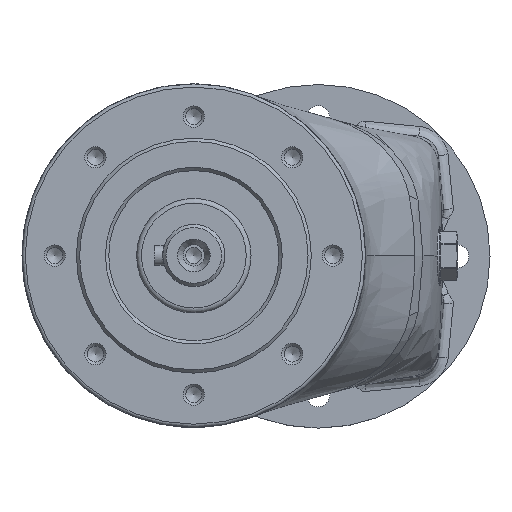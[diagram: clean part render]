
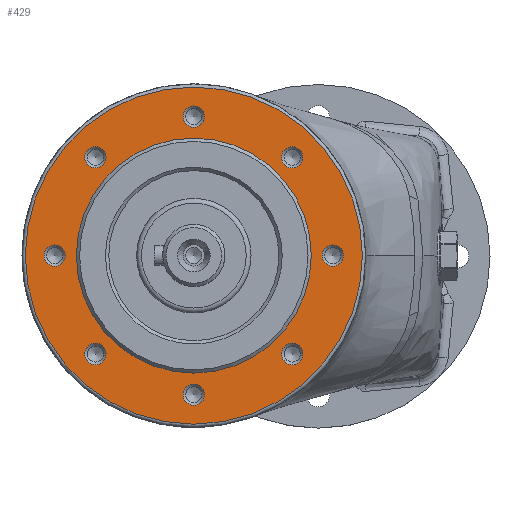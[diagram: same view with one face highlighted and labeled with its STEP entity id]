
A CAD part, top view. The second image highlights one B-rep face of the part: STEP entity #429.
In plain terms, the highlighted planar face has unit normal (0, 0, 1).
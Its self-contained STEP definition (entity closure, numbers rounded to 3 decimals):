
#429 = ADVANCED_FACE( '', ( #1101, #1102, #1103, #1104, #1105, #1106, #1107, #1108, #1109, #1110 ), #1111, .F. );
#1101 = FACE_OUTER_BOUND( '', #3717, .T. );
#1102 = FACE_BOUND( '', #3718, .T. );
#1103 = FACE_BOUND( '', #3719, .T. );
#1104 = FACE_BOUND( '', #3720, .T. );
#1105 = FACE_BOUND( '', #3721, .T. );
#1106 = FACE_BOUND( '', #3722, .T. );
#1107 = FACE_BOUND( '', #3723, .T. );
#1108 = FACE_BOUND( '', #3724, .T. );
#1109 = FACE_BOUND( '', #3725, .T. );
#1110 = FACE_BOUND( '', #3726, .T. );
#1111 = PLANE( '', #3727 );
#3717 = EDGE_LOOP( '', ( #8871 ) );
#3718 = EDGE_LOOP( '', ( #8872 ) );
#3719 = EDGE_LOOP( '', ( #8873 ) );
#3720 = EDGE_LOOP( '', ( #8874 ) );
#3721 = EDGE_LOOP( '', ( #8875 ) );
#3722 = EDGE_LOOP( '', ( #8876 ) );
#3723 = EDGE_LOOP( '', ( #8877 ) );
#3724 = EDGE_LOOP( '', ( #8878 ) );
#3725 = EDGE_LOOP( '', ( #8879 ) );
#3726 = EDGE_LOOP( '', ( #8880 ) );
#3727 = AXIS2_PLACEMENT_3D( '', #8881, #8882, #8883 );
#8871 = ORIENTED_EDGE( '', *, *, #10519, .T. );
#8872 = ORIENTED_EDGE( '', *, *, #10748, .T. );
#8873 = ORIENTED_EDGE( '', *, *, #10771, .T. );
#8874 = ORIENTED_EDGE( '', *, *, #10772, .T. );
#8875 = ORIENTED_EDGE( '', *, *, #10773, .T. );
#8876 = ORIENTED_EDGE( '', *, *, #10774, .T. );
#8877 = ORIENTED_EDGE( '', *, *, #10775, .T. );
#8878 = ORIENTED_EDGE( '', *, *, #10776, .T. );
#8879 = ORIENTED_EDGE( '', *, *, #10777, .T. );
#8880 = ORIENTED_EDGE( '', *, *, #10778, .T. );
#8881 = CARTESIAN_POINT( '', ( -80., 100., 0. ) );
#8882 = DIRECTION( '', ( 0., 0., -1. ) );
#8883 = DIRECTION( '', ( 0., 1., 0. ) );
#10519 = EDGE_CURVE( '', #11337, #11337, #11338, .T. );
#10748 = EDGE_CURVE( '', #11726, #11726, #11727, .T. );
#10771 = EDGE_CURVE( '', #11762, #11762, #11763, .T. );
#10772 = EDGE_CURVE( '', #11764, #11764, #11765, .T. );
#10773 = EDGE_CURVE( '', #11766, #11766, #11767, .T. );
#10774 = EDGE_CURVE( '', #11768, #11768, #11769, .T. );
#10775 = EDGE_CURVE( '', #11770, #11770, #11771, .T. );
#10776 = EDGE_CURVE( '', #11772, #11772, #11773, .T. );
#10777 = EDGE_CURVE( '', #11774, #11774, #11775, .T. );
#10778 = EDGE_CURVE( '', #11776, #11776, #11777, .T. );
#11337 = VERTEX_POINT( '', #12517 );
#11338 = CIRCLE( '', #12518, 51.5 );
#11726 = VERTEX_POINT( '', #13724 );
#11727 = CIRCLE( '', #13725, 35.9 );
#11762 = VERTEX_POINT( '', #13806 );
#11763 = CIRCLE( '', #13807, 3.259 );
#11764 = VERTEX_POINT( '', #13808 );
#11765 = CIRCLE( '', #13809, 3.259 );
#11766 = VERTEX_POINT( '', #13810 );
#11767 = CIRCLE( '', #13811, 3.259 );
#11768 = VERTEX_POINT( '', #13812 );
#11769 = CIRCLE( '', #13813, 3.259 );
#11770 = VERTEX_POINT( '', #13814 );
#11771 = CIRCLE( '', #13815, 3.259 );
#11772 = VERTEX_POINT( '', #13816 );
#11773 = CIRCLE( '', #13817, 3.259 );
#11774 = VERTEX_POINT( '', #13818 );
#11775 = CIRCLE( '', #13819, 3.259 );
#11776 = VERTEX_POINT( '', #13820 );
#11777 = CIRCLE( '', #13821, 3.259 );
#12517 = CARTESIAN_POINT( '', ( -51.5, 0., 0. ) );
#12518 = AXIS2_PLACEMENT_3D( '', #16080, #16081, #16082 );
#13724 = CARTESIAN_POINT( '', ( -35.9, 0., 0. ) );
#13725 = AXIS2_PLACEMENT_3D( '', #16300, #16301, #16302 );
#13806 = CARTESIAN_POINT( '', ( 39.242, 0., 0. ) );
#13807 = AXIS2_PLACEMENT_3D( '', #16326, #16327, #16328 );
#13808 = CARTESIAN_POINT( '', ( -45.759, 0., 0. ) );
#13809 = AXIS2_PLACEMENT_3D( '', #16329, #16330, #16331 );
#13810 = CARTESIAN_POINT( '', ( -3.259, 42.5, 0. ) );
#13811 = AXIS2_PLACEMENT_3D( '', #16332, #16333, #16334 );
#13812 = CARTESIAN_POINT( '', ( -3.259, -42.5, 0. ) );
#13813 = AXIS2_PLACEMENT_3D( '', #16335, #16336, #16337 );
#13814 = CARTESIAN_POINT( '', ( 26.794, -30.052, 0. ) );
#13815 = AXIS2_PLACEMENT_3D( '', #16338, #16339, #16340 );
#13816 = CARTESIAN_POINT( '', ( 26.794, 30.052, 0. ) );
#13817 = AXIS2_PLACEMENT_3D( '', #16341, #16342, #16343 );
#13818 = CARTESIAN_POINT( '', ( -33.311, 30.052, 0. ) );
#13819 = AXIS2_PLACEMENT_3D( '', #16344, #16345, #16346 );
#13820 = CARTESIAN_POINT( '', ( -33.311, -30.052, 0. ) );
#13821 = AXIS2_PLACEMENT_3D( '', #16347, #16348, #16349 );
#16080 = CARTESIAN_POINT( '', ( 0., 0., 0. ) );
#16081 = DIRECTION( '', ( 0., 0., 1. ) );
#16082 = DIRECTION( '', ( -1., 0., 0. ) );
#16300 = CARTESIAN_POINT( '', ( 0., 0., 0. ) );
#16301 = DIRECTION( '', ( 0., 0., -1. ) );
#16302 = DIRECTION( '', ( -1., 0., 0. ) );
#16326 = CARTESIAN_POINT( '', ( 42.5, 0., 0. ) );
#16327 = DIRECTION( '', ( 0., 0., -1. ) );
#16328 = DIRECTION( '', ( -1., 0., 0. ) );
#16329 = CARTESIAN_POINT( '', ( -42.5, 0., 0. ) );
#16330 = DIRECTION( '', ( 0., 0., -1. ) );
#16331 = DIRECTION( '', ( -1., 0., 0. ) );
#16332 = CARTESIAN_POINT( '', ( 0., 42.5, 0. ) );
#16333 = DIRECTION( '', ( 0., 0., -1. ) );
#16334 = DIRECTION( '', ( -1., 0., 0. ) );
#16335 = CARTESIAN_POINT( '', ( 0., -42.5, 0. ) );
#16336 = DIRECTION( '', ( 0., 0., -1. ) );
#16337 = DIRECTION( '', ( -1., 0., 0. ) );
#16338 = CARTESIAN_POINT( '', ( 30.052, -30.052, 0. ) );
#16339 = DIRECTION( '', ( 0., 0., -1. ) );
#16340 = DIRECTION( '', ( -1., 0., 0. ) );
#16341 = CARTESIAN_POINT( '', ( 30.052, 30.052, 0. ) );
#16342 = DIRECTION( '', ( 0., 0., -1. ) );
#16343 = DIRECTION( '', ( -1., 0., 0. ) );
#16344 = CARTESIAN_POINT( '', ( -30.052, 30.052, 0. ) );
#16345 = DIRECTION( '', ( 0., 0., -1. ) );
#16346 = DIRECTION( '', ( -1., 0., 0. ) );
#16347 = CARTESIAN_POINT( '', ( -30.052, -30.052, 0. ) );
#16348 = DIRECTION( '', ( 0., 0., -1. ) );
#16349 = DIRECTION( '', ( -1., 0., 0. ) );
